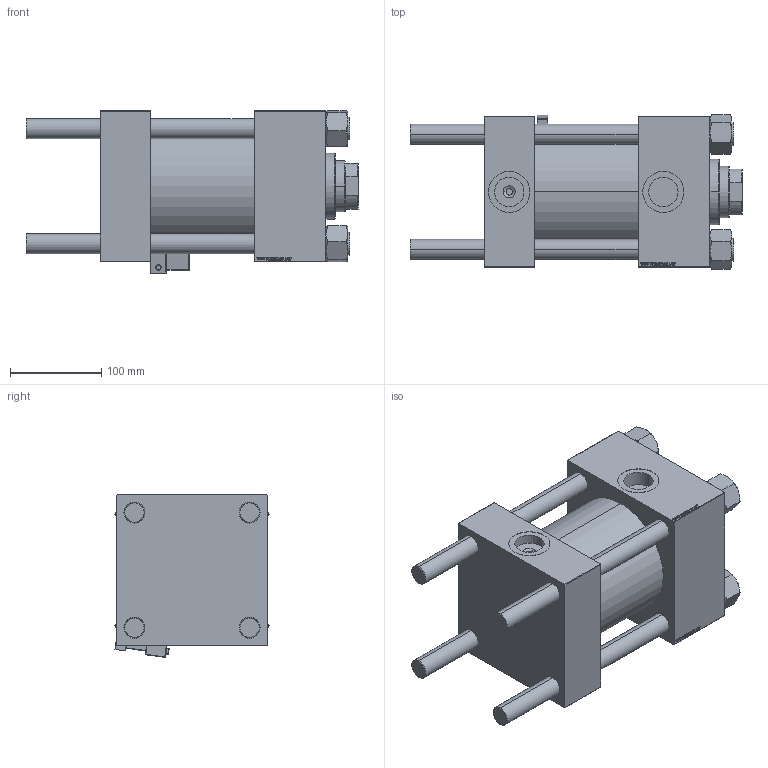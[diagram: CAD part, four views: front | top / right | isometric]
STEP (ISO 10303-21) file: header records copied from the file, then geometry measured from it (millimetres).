
FILE_DESCRIPTION (( 'STEP AP203' ), '1' );
FILE_NAME ('6c77.STEP', '2022-04-15T08:30:39', ( '' ), ( '' ), 'SwSTEP 2.0', 'SolidWorks 2019', '' );
FILE_SCHEMA (( 'CONFIG_CONTROL_DESIGN' ));
Length unit declared in the file: millimetre
Products named in the file (7): V215CR_MSU 556635a9c6dda59593140ec4ed342667; V215CR_VCP 556635a9c6dda59593140ec4ed342667; CR025_012_A_0_G_A_G_M_020_+#_##_TYCINKA 556635a9c6dda59593140ec4ed342667; V215_VC_A 556635a9c6dda59593140ec4ed342667; V215CR_BODY_A 556635a9c6dda59593140ec4ed342667; 6c77; NUT_M5 556635a9c6dda59593140ec4ed342667
Assembly tree (12 placements, depth 2):
  6c77
    V215CR_BODY_A 556635a9c6dda59593140ec4ed342667
    CR025_012_A_0_G_A_G_M_020_+#_##_TYCINKA 556635a9c6dda59593140ec4ed342667  x4
    NUT_M5 556635a9c6dda59593140ec4ed342667  x4
    V215CR_VCP 556635a9c6dda59593140ec4ed342667
    V215_VC_A 556635a9c6dda59593140ec4ed342667
    V215CR_MSU 556635a9c6dda59593140ec4ed342667
Bounding box: 363 x 168.94 x 178.03 mm (x, y, z)
Volume: 4857078.5 mm3; surface area: 592789.2 mm2
Topology: 12 solids, 12 shells, 1265 faces, 3197 edges, 2063 vertices
Faces by surface type: plane 599, bspline 392, cone 136, cylinder 112, torus 14, sphere 12
Entity records: 52644 total; most frequent: CARTESIAN_POINT 27475, ORIENTED_EDGE 5634, DIRECTION 3737, EDGE_CURVE 2817, VERTEX_POINT 1841, LINE 1707, VECTOR 1707, EDGE_LOOP 1244
